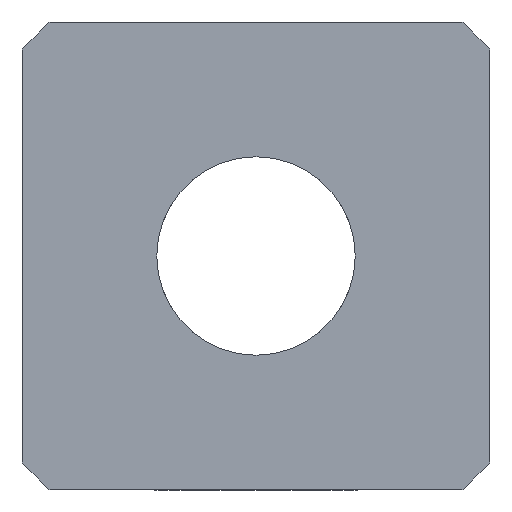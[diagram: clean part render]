
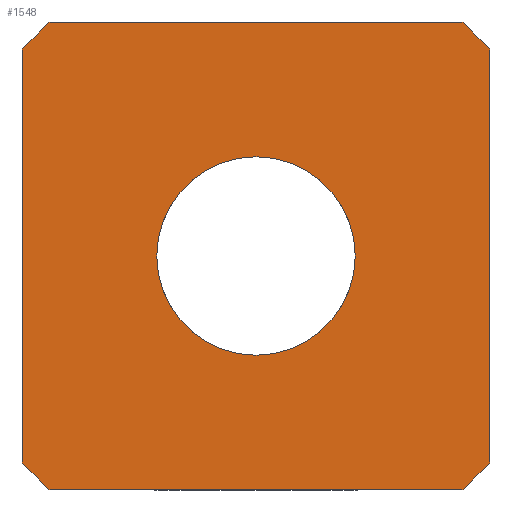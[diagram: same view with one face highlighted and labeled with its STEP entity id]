
A CAD part, left-side view. The second image highlights one B-rep face of the part: STEP entity #1548.
In plain terms, the highlighted planar face has unit normal (-1, 0, 0).
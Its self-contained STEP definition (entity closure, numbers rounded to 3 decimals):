
#96 = CIRCLE ( 'NONE', #1298, 2.019 ) ;
#146 = EDGE_CURVE ( 'NONE', #2091, #3490, #3004, .T. ) ;
#181 = AXIS2_PLACEMENT_3D ( 'NONE', #894, #1195, #490 ) ;
#198 = EDGE_LOOP ( 'NONE', ( #3883, #290 ) ) ;
#212 = DIRECTION ( 'NONE',  ( 1., 0., 0. ) ) ;
#232 = DIRECTION ( 'NONE',  ( 0., -1., 0. ) ) ;
#258 = CARTESIAN_POINT ( 'NONE',  ( -56.896, 0., 0. ) ) ;
#260 = CARTESIAN_POINT ( 'NONE',  ( -56.896, -4.763, 4.193 ) ) ;
#262 = EDGE_CURVE ( 'NONE', #3593, #354, #2253, .T. ) ;
#290 = ORIENTED_EDGE ( 'NONE', *, *, #1827, .F. ) ;
#303 = EDGE_CURVE ( 'NONE', #3490, #3172, #1616, .T. ) ;
#332 = EDGE_CURVE ( 'NONE', #3091, #4141, #1770, .T. ) ;
#354 = VERTEX_POINT ( 'NONE', #4256 ) ;
#414 = CARTESIAN_POINT ( 'NONE',  ( -56.896, -4.193, -4.762 ) ) ;
#431 = CARTESIAN_POINT ( 'NONE',  ( -56.896, 0., 0. ) ) ;
#490 = DIRECTION ( 'NONE',  ( 0., 0., -1. ) ) ;
#600 = CIRCLE ( 'NONE', #3992, 6.345 ) ;
#617 = CARTESIAN_POINT ( 'NONE',  ( -56.896, -4.763, -4.762 ) ) ;
#688 = EDGE_CURVE ( 'NONE', #1410, #3812, #4275, .T. ) ;
#698 = EDGE_LOOP ( 'NONE', ( #1008, #3807, #2545, #2154, #2326, #2433, #3907, #3195 ) ) ;
#802 = CARTESIAN_POINT ( 'NONE',  ( -56.896, 0., 0. ) ) ;
#813 = AXIS2_PLACEMENT_3D ( 'NONE', #2056, #2469, #2718 ) ;
#837 = DIRECTION ( 'NONE',  ( 0., 0., -1. ) ) ;
#894 = CARTESIAN_POINT ( 'NONE',  ( -56.896, 4.763, -4.762 ) ) ;
#1008 = ORIENTED_EDGE ( 'NONE', *, *, #262, .F. ) ;
#1087 = CARTESIAN_POINT ( 'NONE',  ( -56.896, -4.193, 4.763 ) ) ;
#1118 = EDGE_CURVE ( 'NONE', #3172, #2840, #600, .T. ) ;
#1192 = CARTESIAN_POINT ( 'NONE',  ( -56.896, 0., -2.019 ) ) ;
#1195 = DIRECTION ( 'NONE',  ( 1., 0., 0. ) ) ;
#1291 = CARTESIAN_POINT ( 'NONE',  ( -56.896, 0., 0. ) ) ;
#1298 = AXIS2_PLACEMENT_3D ( 'NONE', #431, #2426, #1758 ) ;
#1410 = VERTEX_POINT ( 'NONE', #4046 ) ;
#1436 = CARTESIAN_POINT ( 'NONE',  ( -56.896, 0., 2.019 ) ) ;
#1470 = LINE ( 'NONE', #1727, #3223 ) ;
#1548 = ADVANCED_FACE ( 'NONE', ( #2212, #2820 ), #2518, .F. ) ;
#1554 = DIRECTION ( 'NONE',  ( 0., 0., -1. ) ) ;
#1616 = LINE ( 'NONE', #1893, #1844 ) ;
#1690 = DIRECTION ( 'NONE',  ( -1., 0., 0. ) ) ;
#1727 = CARTESIAN_POINT ( 'NONE',  ( -56.896, 4.763, -4.762 ) ) ;
#1758 = DIRECTION ( 'NONE',  ( 0., 0., 1. ) ) ;
#1760 = DIRECTION ( 'NONE',  ( 1., 0., 0. ) ) ;
#1770 = CIRCLE ( 'NONE', #3644, 2.019 ) ;
#1806 = CARTESIAN_POINT ( 'NONE',  ( -56.896, 4.763, -4.762 ) ) ;
#1827 = EDGE_CURVE ( 'NONE', #4141, #3091, #96, .T. ) ;
#1844 = VECTOR ( 'NONE', #232, 1000. ) ;
#1893 = CARTESIAN_POINT ( 'NONE',  ( -56.896, 4.763, 4.763 ) ) ;
#2056 = CARTESIAN_POINT ( 'NONE',  ( -56.896, 0., 0. ) ) ;
#2091 = VERTEX_POINT ( 'NONE', #4234 ) ;
#2154 = ORIENTED_EDGE ( 'NONE', *, *, #4196, .T. ) ;
#2212 = FACE_BOUND ( 'NONE', #198, .T. ) ;
#2253 = CIRCLE ( 'NONE', #3074, 6.345 ) ;
#2326 = ORIENTED_EDGE ( 'NONE', *, *, #1118, .F. ) ;
#2338 = DIRECTION ( 'NONE',  ( 0., 0., 1. ) ) ;
#2389 = AXIS2_PLACEMENT_3D ( 'NONE', #3407, #1760, #837 ) ;
#2426 = DIRECTION ( 'NONE',  ( -1., 0., 0. ) ) ;
#2433 = ORIENTED_EDGE ( 'NONE', *, *, #303, .F. ) ;
#2469 = DIRECTION ( 'NONE',  ( 1., 0., 0. ) ) ;
#2518 = PLANE ( 'NONE',  #181 ) ;
#2545 = ORIENTED_EDGE ( 'NONE', *, *, #688, .F. ) ;
#2575 = LINE ( 'NONE', #617, #2801 ) ;
#2598 = DIRECTION ( 'NONE',  ( 0., 0., 1. ) ) ;
#2718 = DIRECTION ( 'NONE',  ( 0., 0., -1. ) ) ;
#2778 = DIRECTION ( 'NONE',  ( 1., 0., 0. ) ) ;
#2793 = VECTOR ( 'NONE', #3433, 1000. ) ;
#2801 = VECTOR ( 'NONE', #2598, 1000. ) ;
#2817 = LINE ( 'NONE', #1806, #2793 ) ;
#2820 = FACE_OUTER_BOUND ( 'NONE', #698, .T. ) ;
#2840 = VERTEX_POINT ( 'NONE', #260 ) ;
#3004 = CIRCLE ( 'NONE', #2389, 6.345 ) ;
#3074 = AXIS2_PLACEMENT_3D ( 'NONE', #258, #212, #1554 ) ;
#3091 = VERTEX_POINT ( 'NONE', #1436 ) ;
#3172 = VERTEX_POINT ( 'NONE', #1087 ) ;
#3195 = ORIENTED_EDGE ( 'NONE', *, *, #4109, .F. ) ;
#3223 = VECTOR ( 'NONE', #4043, 1000. ) ;
#3407 = CARTESIAN_POINT ( 'NONE',  ( -56.896, 0., 0. ) ) ;
#3433 = DIRECTION ( 'NONE',  ( 0., 0., 1. ) ) ;
#3486 = CARTESIAN_POINT ( 'NONE',  ( -56.896, 4.193, -4.762 ) ) ;
#3490 = VERTEX_POINT ( 'NONE', #4118 ) ;
#3593 = VERTEX_POINT ( 'NONE', #3486 ) ;
#3644 = AXIS2_PLACEMENT_3D ( 'NONE', #1291, #1690, #2338 ) ;
#3807 = ORIENTED_EDGE ( 'NONE', *, *, #3824, .T. ) ;
#3812 = VERTEX_POINT ( 'NONE', #414 ) ;
#3824 = EDGE_CURVE ( 'NONE', #3593, #3812, #1470, .T. ) ;
#3883 = ORIENTED_EDGE ( 'NONE', *, *, #332, .F. ) ;
#3907 = ORIENTED_EDGE ( 'NONE', *, *, #146, .F. ) ;
#3992 = AXIS2_PLACEMENT_3D ( 'NONE', #802, #2778, #4119 ) ;
#4043 = DIRECTION ( 'NONE',  ( 0., -1., 0. ) ) ;
#4046 = CARTESIAN_POINT ( 'NONE',  ( -56.896, -4.763, -4.193 ) ) ;
#4109 = EDGE_CURVE ( 'NONE', #354, #2091, #2817, .T. ) ;
#4118 = CARTESIAN_POINT ( 'NONE',  ( -56.896, 4.193, 4.763 ) ) ;
#4119 = DIRECTION ( 'NONE',  ( 0., 0., -1. ) ) ;
#4141 = VERTEX_POINT ( 'NONE', #1192 ) ;
#4196 = EDGE_CURVE ( 'NONE', #1410, #2840, #2575, .T. ) ;
#4234 = CARTESIAN_POINT ( 'NONE',  ( -56.896, 4.763, 4.193 ) ) ;
#4256 = CARTESIAN_POINT ( 'NONE',  ( -56.896, 4.763, -4.193 ) ) ;
#4275 = CIRCLE ( 'NONE', #813, 6.345 ) ;
